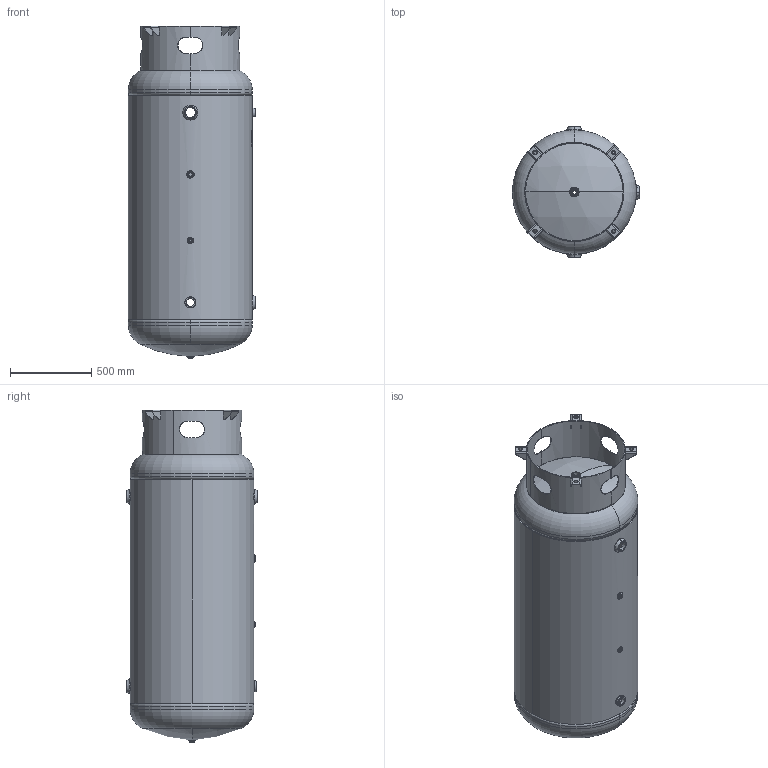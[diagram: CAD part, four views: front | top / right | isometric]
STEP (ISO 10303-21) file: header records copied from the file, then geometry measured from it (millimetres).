
FILE_DESCRIPTION (( 'STEP AP203' ), '1' );
FILE_NAME ('302427.STEP', '2012-02-14T18:58:59', ( '' ), ( '' ), 'SwSTEP 2.0', 'SolidWorks 2011', '' );
FILE_SCHEMA (( 'CONFIG_CONTROL_DESIGN' ));
Length unit declared in the file: inch
Products named in the file (1): 302427
Bounding box: 782.62 x 804.52 x 2042.98 mm (x, y, z)
Surface area: 10403934.4 mm2 (no closed solid volume)
Topology: 0 solids, 28 shells, 288 faces, 784 edges, 510 vertices
Faces by surface type: plane 105, cylinder 85, torus 70, bspline 20, sphere 8
Full cylindrical faces by diameter (mm): 746.1 x1, 762 x1
Entity records: 16034 total; most frequent: CARTESIAN_POINT 8729, DIRECTION 1582, ORIENTED_EDGE 1344, EDGE_CURVE 784, AXIS2_PLACEMENT_3D 643, VERTEX_POINT 510, CIRCLE 374, EDGE_LOOP 338
